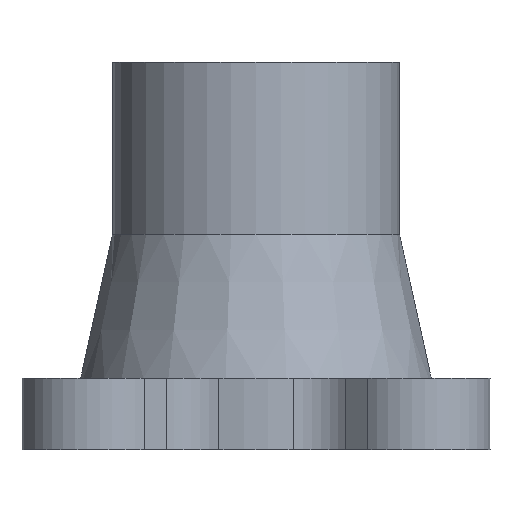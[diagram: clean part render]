
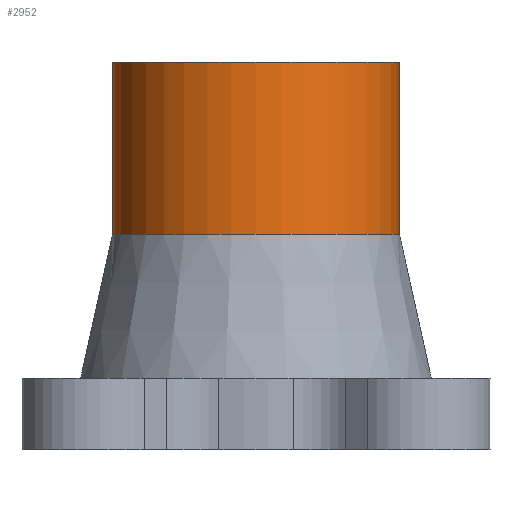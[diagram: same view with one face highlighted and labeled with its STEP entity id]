
A CAD part, front view. The second image highlights one B-rep face of the part: STEP entity #2952.
In plain terms, the highlighted cylindrical face has radius 5 mm (diameter 10 mm), a partial arc.
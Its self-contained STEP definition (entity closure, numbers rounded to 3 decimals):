
#892=CARTESIAN_POINT('',(0.,0.,7.5));
#893=DIRECTION('',(0.,0.,1.));
#894=DIRECTION('',(-1.,0.,0.));
#895=AXIS2_PLACEMENT_3D('',#892,#893,#894);
#907=CARTESIAN_POINT('',(0.,0.,13.5));
#908=DIRECTION('',(0.,0.,1.));
#909=DIRECTION('',(-1.,0.,0.));
#910=AXIS2_PLACEMENT_3D('',#907,#908,#909);
#999=DIRECTION('',(0.,0.,-1.));
#1000=VECTOR('',#999,6.);
#1001=CARTESIAN_POINT('',(-5.,0.,13.5));
#1002=LINE('',#1001,#1000);
#1003=DIRECTION('',(0.,0.,-1.));
#1004=VECTOR('',#1003,6.);
#1005=CARTESIAN_POINT('',(5.,0.,13.5));
#1006=LINE('',#1005,#1004);
#1130=CARTESIAN_POINT('',(-5.,0.,7.5));
#1131=CARTESIAN_POINT('',(5.,0.,7.5));
#1132=VERTEX_POINT('',#1130);
#1133=VERTEX_POINT('',#1131);
#1138=CARTESIAN_POINT('',(-5.,0.,13.5));
#1139=CARTESIAN_POINT('',(5.,0.,13.5));
#1140=VERTEX_POINT('',#1138);
#1141=VERTEX_POINT('',#1139);
#2938=CARTESIAN_POINT('',(0.,0.,1.95));
#2939=DIRECTION('',(0.,0.,1.));
#2940=DIRECTION('',(-1.,0.,0.));
#2941=AXIS2_PLACEMENT_3D('',#2938,#2939,#2940);
#2942=CYLINDRICAL_SURFACE('',#2941,5.);
#2944=ORIENTED_EDGE('',*,*,#2943,.T.);
#2946=ORIENTED_EDGE('',*,*,#2945,.T.);
#2947=ORIENTED_EDGE('',*,*,#2925,.F.);
#2949=ORIENTED_EDGE('',*,*,#2948,.F.);
#2950=EDGE_LOOP('',(#2944,#2946,#2947,#2949));
#2951=FACE_OUTER_BOUND('',#2950,.F.);
#896=CIRCLE('',#895,5.);
#911=CIRCLE('',#910,5.);
#2925=EDGE_CURVE('',#1132,#1133,#896,.T.);
#2943=EDGE_CURVE('',#1140,#1141,#911,.T.);
#2945=EDGE_CURVE('',#1141,#1133,#1006,.T.);
#2948=EDGE_CURVE('',#1140,#1132,#1002,.T.);
#2952=ADVANCED_FACE('',(#2951),#2942,.T.);
